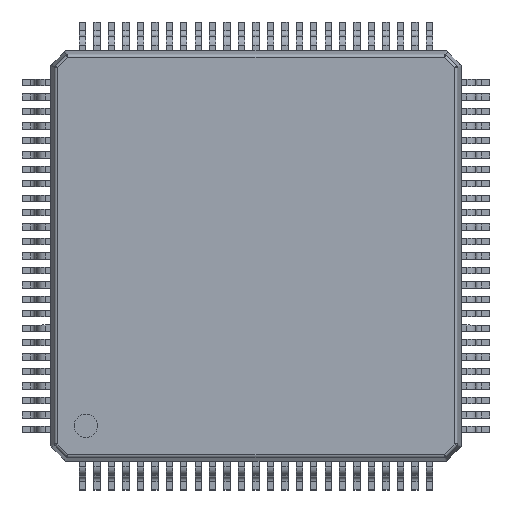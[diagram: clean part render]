
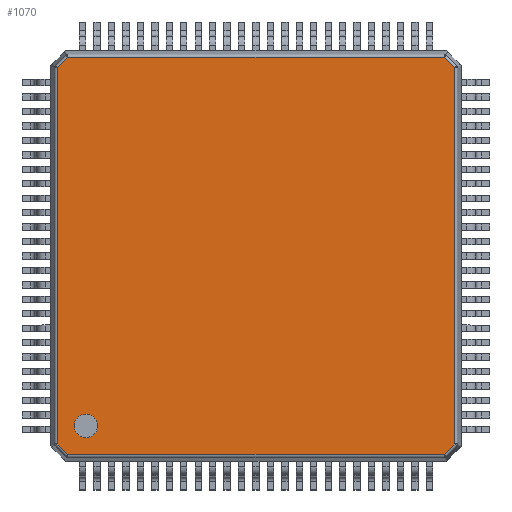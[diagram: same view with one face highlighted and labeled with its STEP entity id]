
A CAD part, top view. The second image highlights one B-rep face of the part: STEP entity #1070.
In plain terms, the highlighted planar face has unit normal (0, 0, 1).
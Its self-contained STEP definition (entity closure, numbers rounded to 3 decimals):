
#1070=ADVANCED_FACE('',(#15006,#15008),#15010,.T.);
#15006=FACE_BOUND('',#15007,.T.);
#15007=EDGE_LOOP('',(#26000,#26001,#26002,#26003,#26004,#26005,#26006,#26007));
#15008=FACE_BOUND('',#15009,.T.);
#15009=EDGE_LOOP('',(#26008));
#15010=PLANE('',#15011);
#15011=AXIS2_PLACEMENT_3D('',#15012,#15013,#15014);
#15012=CARTESIAN_POINT('',(0.,0.,1.6));
#15013=DIRECTION('',(0.,0.,1.));
#15014=DIRECTION('',(1.,0.,0.));
#26000=ORIENTED_EDGE('',*,*,#33924,.T.);
#26001=ORIENTED_EDGE('',*,*,#33925,.T.);
#26002=ORIENTED_EDGE('',*,*,#33926,.T.);
#26003=ORIENTED_EDGE('',*,*,#33927,.T.);
#26004=ORIENTED_EDGE('',*,*,#33928,.T.);
#26005=ORIENTED_EDGE('',*,*,#33929,.T.);
#26006=ORIENTED_EDGE('',*,*,#33930,.T.);
#26007=ORIENTED_EDGE('',*,*,#33931,.T.);
#26008=ORIENTED_EDGE('',*,*,#33923,.F.);
#33923=EDGE_CURVE('',#38085,#38085,#38086,.T.);
#33924=EDGE_CURVE('',#38087,#38088,#38089,.T.);
#33925=EDGE_CURVE('',#38088,#38090,#38091,.T.);
#33926=EDGE_CURVE('',#38090,#38092,#38093,.T.);
#33927=EDGE_CURVE('',#38092,#38094,#38095,.T.);
#33928=EDGE_CURVE('',#38094,#38096,#38097,.T.);
#33929=EDGE_CURVE('',#38096,#38098,#38099,.T.);
#33930=EDGE_CURVE('',#38098,#38100,#38101,.T.);
#33931=EDGE_CURVE('',#38100,#38087,#38102,.T.);
#38085=VERTEX_POINT('',#45730);
#38086=CIRCLE('',#45731,0.405);
#38087=VERTEX_POINT('',#45735);
#38088=VERTEX_POINT('',#45736);
#38089=LINE('',#45737,#45738);
#38090=VERTEX_POINT('',#45740);
#38091=LINE('',#45741,#45742);
#38092=VERTEX_POINT('',#45744);
#38093=LINE('',#45745,#45746);
#38094=VERTEX_POINT('',#45748);
#38095=LINE('',#45749,#45750);
#38096=VERTEX_POINT('',#45752);
#38097=LINE('',#45753,#45754);
#38098=VERTEX_POINT('',#45756);
#38099=LINE('',#45757,#45758);
#38100=VERTEX_POINT('',#45760);
#38101=LINE('',#45761,#45762);
#38102=LINE('',#45764,#45765);
#45730=CARTESIAN_POINT('',(-5.48,-5.885,1.6));
#45731=AXIS2_PLACEMENT_3D('',#45732,#45733,#45734);
#45732=CARTESIAN_POINT('',(-5.885,-5.885,1.6));
#45733=DIRECTION('',(0.,0.,1.));
#45734=DIRECTION('',(1.,0.,0.));
#45735=CARTESIAN_POINT('',(-6.509,-6.881,1.6));
#45736=CARTESIAN_POINT('',(6.509,-6.881,1.6));
#45737=CARTESIAN_POINT('',(-6.509,-6.881,1.6));
#45738=VECTOR('',#45739,1.);
#45739=DIRECTION('',(1.,0.,0.));
#45740=CARTESIAN_POINT('',(6.881,-6.509,1.6));
#45741=CARTESIAN_POINT('',(6.509,-6.881,1.6));
#45742=VECTOR('',#45743,1.);
#45743=DIRECTION('',(0.707,0.707,0.));
#45744=CARTESIAN_POINT('',(6.881,6.509,1.6));
#45745=CARTESIAN_POINT('',(6.881,-6.509,1.6));
#45746=VECTOR('',#45747,1.);
#45747=DIRECTION('',(0.,1.,0.));
#45748=CARTESIAN_POINT('',(6.509,6.881,1.6));
#45749=CARTESIAN_POINT('',(6.881,6.509,1.6));
#45750=VECTOR('',#45751,1.);
#45751=DIRECTION('',(-0.707,0.707,0.));
#45752=CARTESIAN_POINT('',(-6.509,6.881,1.6));
#45753=CARTESIAN_POINT('',(6.509,6.881,1.6));
#45754=VECTOR('',#45755,1.);
#45755=DIRECTION('',(-1.,0.,0.));
#45756=CARTESIAN_POINT('',(-6.881,6.509,1.6));
#45757=CARTESIAN_POINT('',(-6.509,6.881,1.6));
#45758=VECTOR('',#45759,1.);
#45759=DIRECTION('',(-0.707,-0.707,0.));
#45760=CARTESIAN_POINT('',(-6.881,-6.509,1.6));
#45761=CARTESIAN_POINT('',(-6.881,6.509,1.6));
#45762=VECTOR('',#45763,1.);
#45763=DIRECTION('',(0.,-1.,0.));
#45764=CARTESIAN_POINT('',(-6.881,-6.509,1.6));
#45765=VECTOR('',#45766,1.);
#45766=DIRECTION('',(0.707,-0.707,0.));
